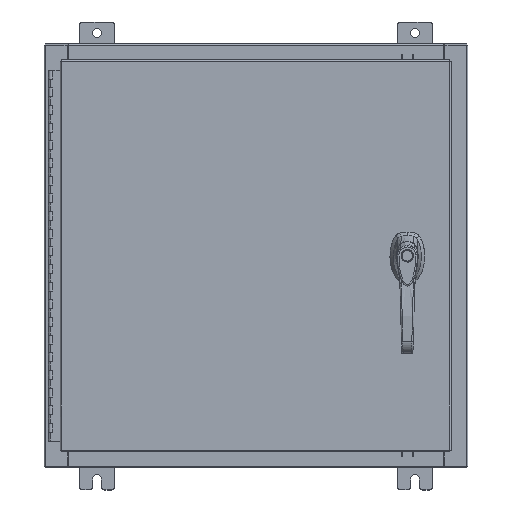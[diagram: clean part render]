
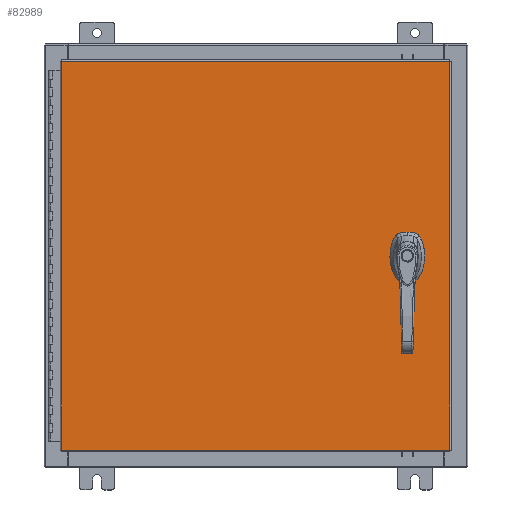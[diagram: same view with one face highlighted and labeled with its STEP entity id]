
A CAD part, top view. The second image highlights one B-rep face of the part: STEP entity #82989.
In plain terms, the highlighted planar face has unit normal (0, 0, 1).
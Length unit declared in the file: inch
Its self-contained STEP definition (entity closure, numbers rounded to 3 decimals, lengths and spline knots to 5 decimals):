
#17 = VERTEX_POINT ( 'NONE', #100373 ) ;
#72 = CARTESIAN_POINT ( 'NONE',  ( 8.77823, -0.403, 0. ) ) ;
#2747 = DIRECTION ( 'NONE',  ( 0., 0., 1. ) ) ;
#4511 = CARTESIAN_POINT ( 'NONE',  ( 8.578, 0., 0. ) ) ;
#4888 = EDGE_CURVE ( 'NONE', #60762, #72169, #53012, .T. ) ;
#4897 = CARTESIAN_POINT ( 'NONE',  ( 0., -0.403, 0. ) ) ;
#5076 = ORIENTED_EDGE ( 'NONE', *, *, #109431, .F. ) ;
#5107 = DIRECTION ( 'NONE',  ( 0., 0., -1. ) ) ;
#5218 = ORIENTED_EDGE ( 'NONE', *, *, #97827, .F. ) ;
#5571 = EDGE_CURVE ( 'NONE', #31665, #10914, #27391, .T. ) ;
#5620 = DIRECTION ( 'NONE',  ( 0., -1., 0. ) ) ;
#6612 = FACE_BOUND ( 'NONE', #67794, .T. ) ;
#7065 = ORIENTED_EDGE ( 'NONE', *, *, #71358, .F. ) ;
#7377 = EDGE_CURVE ( 'NONE', #10914, #60762, #96361, .T. ) ;
#9304 = AXIS2_PLACEMENT_3D ( 'NONE', #98998, #47049, #107700 ) ;
#10914 = VERTEX_POINT ( 'NONE', #53206 ) ;
#12145 = VECTOR ( 'NONE', #13840, 39.37008 ) ;
#12614 = VECTOR ( 'NONE', #14414, 39.37008 ) ;
#13230 = DIRECTION ( 'NONE',  ( 1., 0., 0. ) ) ;
#13595 = DIRECTION ( 'NONE',  ( 1., 0., 0. ) ) ;
#13840 = DIRECTION ( 'NONE',  ( -1., 0., 0. ) ) ;
#14223 = VECTOR ( 'NONE', #13595, 39.37008 ) ;
#14414 = DIRECTION ( 'NONE',  ( 1., 0., 0. ) ) ;
#15339 = LINE ( 'NONE', #92399, #12614 ) ;
#16343 = CARTESIAN_POINT ( 'NONE',  ( 8.77823, 0.403, 0. ) ) ;
#17821 = ORIENTED_EDGE ( 'NONE', *, *, #7377, .T. ) ;
#17848 = EDGE_CURVE ( 'NONE', #96478, #38070, #83064, .T. ) ;
#19936 = CARTESIAN_POINT ( 'NONE',  ( 8.981, -0.20023, 0. ) ) ;
#21201 = AXIS2_PLACEMENT_3D ( 'NONE', #90916, #38966, #99632 ) ;
#21349 = CIRCLE ( 'NONE', #94854, 0.45 ) ;
#23507 = VERTEX_POINT ( 'NONE', #16343 ) ;
#24815 = DIRECTION ( 'NONE',  ( -1., 0., 0. ) ) ;
#27391 = LINE ( 'NONE', #29232, #70776 ) ;
#28290 = CARTESIAN_POINT ( 'NONE',  ( 10.9903, -11.0063, 0. ) ) ;
#28610 = ORIENTED_EDGE ( 'NONE', *, *, #47316, .F. ) ;
#28695 = ORIENTED_EDGE ( 'NONE', *, *, #17848, .F. ) ;
#29226 = CARTESIAN_POINT ( 'NONE',  ( 8.37777, 0.403, 0. ) ) ;
#29228 = CIRCLE ( 'NONE', #80364, 0.45 ) ;
#29232 = CARTESIAN_POINT ( 'NONE',  ( 10.9903, -11.0063, 0. ) ) ;
#29886 = VECTOR ( 'NONE', #24815, 39.37008 ) ;
#29978 = VECTOR ( 'NONE', #5620, 39.37008 ) ;
#30014 = CARTESIAN_POINT ( 'NONE',  ( 8.7495, -1.338, 0. ) ) ;
#30799 = PLANE ( 'NONE',  #42019 ) ;
#31665 = VERTEX_POINT ( 'NONE', #28290 ) ;
#32412 = VERTEX_POINT ( 'NONE', #30014 ) ;
#34981 = FACE_OUTER_BOUND ( 'NONE', #104175, .T. ) ;
#35000 = CIRCLE ( 'NONE', #21201, 0.1715 ) ;
#35624 = CARTESIAN_POINT ( 'NONE',  ( 8.175, 0.20023, 0. ) ) ;
#35879 = EDGE_CURVE ( 'NONE', #23507, #36831, #104298, .T. ) ;
#36091 = ORIENTED_EDGE ( 'NONE', *, *, #43962, .T. ) ;
#36403 = CIRCLE ( 'NONE', #9304, 0.45 ) ;
#36831 = VERTEX_POINT ( 'NONE', #29226 ) ;
#38070 = VERTEX_POINT ( 'NONE', #46725 ) ;
#38939 = CARTESIAN_POINT ( 'NONE',  ( 8.981, 0., 0. ) ) ;
#38966 = DIRECTION ( 'NONE',  ( 0., 0., 1. ) ) ;
#39149 = DIRECTION ( 'NONE',  ( 0., -1., 0. ) ) ;
#39990 = CARTESIAN_POINT ( 'NONE',  ( -10.9903, 11.0063, 0. ) ) ;
#41294 = VERTEX_POINT ( 'NONE', #108617 ) ;
#41713 = CIRCLE ( 'NONE', #47875, 0.1715 ) ;
#42019 = AXIS2_PLACEMENT_3D ( 'NONE', #91439, #5107, #65671 ) ;
#42532 = ORIENTED_EDGE ( 'NONE', *, *, #111764, .F. ) ;
#42597 = EDGE_LOOP ( 'NONE', ( #5218, #7065 ) ) ;
#42760 = CARTESIAN_POINT ( 'NONE',  ( 8.578, 0., 0. ) ) ;
#43744 = VERTEX_POINT ( 'NONE', #72 ) ;
#43962 = EDGE_CURVE ( 'NONE', #17, #78891, #101498, .T. ) ;
#46725 = CARTESIAN_POINT ( 'NONE',  ( 8.175, -0.20023, 0. ) ) ;
#47049 = DIRECTION ( 'NONE',  ( 0., 0., 1. ) ) ;
#47316 = EDGE_CURVE ( 'NONE', #43744, #78891, #21349, .T. ) ;
#47875 = AXIS2_PLACEMENT_3D ( 'NONE', #54604, #2747, #63321 ) ;
#47878 = CARTESIAN_POINT ( 'NONE',  ( 8.175, 0., 0. ) ) ;
#48553 = ORIENTED_EDGE ( 'NONE', *, *, #103083, .F. ) ;
#49070 = EDGE_CURVE ( 'NONE', #17, #23507, #29228, .T. ) ;
#50112 = DIRECTION ( 'NONE',  ( 0., 0., 1. ) ) ;
#51492 = DIRECTION ( 'NONE',  ( 1., 0., 0. ) ) ;
#53012 = LINE ( 'NONE', #39990, #29978 ) ;
#53206 = CARTESIAN_POINT ( 'NONE',  ( 10.9903, 11.0063, 0. ) ) ;
#53660 = VECTOR ( 'NONE', #39149, 39.37008 ) ;
#54604 = CARTESIAN_POINT ( 'NONE',  ( 8.578, -1.338, 0. ) ) ;
#57355 = CARTESIAN_POINT ( 'NONE',  ( 0., 0.403, 0. ) ) ;
#57582 = CARTESIAN_POINT ( 'NONE',  ( 8.37777, -0.403, 0. ) ) ;
#60762 = VERTEX_POINT ( 'NONE', #96255 ) ;
#62318 = AXIS2_PLACEMENT_3D ( 'NONE', #4511, #65092, #13230 ) ;
#63321 = DIRECTION ( 'NONE',  ( 1., 0., 0. ) ) ;
#64526 = CARTESIAN_POINT ( 'NONE',  ( -10.9903, -11.0063, 0. ) ) ;
#65092 = DIRECTION ( 'NONE',  ( 0., 0., 1. ) ) ;
#65671 = DIRECTION ( 'NONE',  ( -1., 0., 0. ) ) ;
#67794 = EDGE_LOOP ( 'NONE', ( #36091, #28610, #48553, #5076, #28695, #42532, #106213, #89051 ) ) ;
#70776 = VECTOR ( 'NONE', #81106, 39.37008 ) ;
#71358 = EDGE_CURVE ( 'NONE', #41294, #32412, #35000, .T. ) ;
#72169 = VERTEX_POINT ( 'NONE', #64526 ) ;
#72818 = ORIENTED_EDGE ( 'NONE', *, *, #5571, .T. ) ;
#75654 = FACE_BOUND ( 'NONE', #42597, .T. ) ;
#76673 = CARTESIAN_POINT ( 'NONE',  ( 10.9903, 11.0063, 0. ) ) ;
#78476 = VECTOR ( 'NONE', #90889, 39.37008 ) ;
#78891 = VERTEX_POINT ( 'NONE', #19936 ) ;
#80364 = AXIS2_PLACEMENT_3D ( 'NONE', #102048, #50112, #110787 ) ;
#80907 = CIRCLE ( 'NONE', #62318, 0.45 ) ;
#81106 = DIRECTION ( 'NONE',  ( 0., 1., 0. ) ) ;
#81533 = ORIENTED_EDGE ( 'NONE', *, *, #105406, .T. ) ;
#82989 = ADVANCED_FACE ( 'NONE', ( #75654, #34981, #6612 ), #30799, .F. ) ;
#83064 = LINE ( 'NONE', #47878, #53660 ) ;
#89051 = ORIENTED_EDGE ( 'NONE', *, *, #49070, .F. ) ;
#90889 = DIRECTION ( 'NONE',  ( 0., -1., 0. ) ) ;
#90916 = CARTESIAN_POINT ( 'NONE',  ( 8.578, -1.338, 0. ) ) ;
#91439 = CARTESIAN_POINT ( 'NONE',  ( 0., 0., 0. ) ) ;
#92399 = CARTESIAN_POINT ( 'NONE',  ( -10.9903, -11.0063, 0. ) ) ;
#94854 = AXIS2_PLACEMENT_3D ( 'NONE', #42760, #103438, #51492 ) ;
#96255 = CARTESIAN_POINT ( 'NONE',  ( -10.9903, 11.0063, 0. ) ) ;
#96361 = LINE ( 'NONE', #76673, #29886 ) ;
#96478 = VERTEX_POINT ( 'NONE', #35624 ) ;
#96997 = VERTEX_POINT ( 'NONE', #57582 ) ;
#97827 = EDGE_CURVE ( 'NONE', #32412, #41294, #41713, .T. ) ;
#98998 = CARTESIAN_POINT ( 'NONE',  ( 8.578, 0., 0. ) ) ;
#99632 = DIRECTION ( 'NONE',  ( 1., 0., 0. ) ) ;
#100373 = CARTESIAN_POINT ( 'NONE',  ( 8.981, 0.20023, 0. ) ) ;
#101498 = LINE ( 'NONE', #38939, #78476 ) ;
#102048 = CARTESIAN_POINT ( 'NONE',  ( 8.578, 0., 0. ) ) ;
#103083 = EDGE_CURVE ( 'NONE', #96997, #43744, #106356, .T. ) ;
#103438 = DIRECTION ( 'NONE',  ( 0., 0., 1. ) ) ;
#104175 = EDGE_LOOP ( 'NONE', ( #81533, #72818, #17821, #107211 ) ) ;
#104298 = LINE ( 'NONE', #57355, #12145 ) ;
#105406 = EDGE_CURVE ( 'NONE', #72169, #31665, #15339, .T. ) ;
#106213 = ORIENTED_EDGE ( 'NONE', *, *, #35879, .F. ) ;
#106356 = LINE ( 'NONE', #4897, #14223 ) ;
#107211 = ORIENTED_EDGE ( 'NONE', *, *, #4888, .T. ) ;
#107700 = DIRECTION ( 'NONE',  ( 1., 0., 0. ) ) ;
#108617 = CARTESIAN_POINT ( 'NONE',  ( 8.4065, -1.338, 0. ) ) ;
#109431 = EDGE_CURVE ( 'NONE', #38070, #96997, #36403, .T. ) ;
#110787 = DIRECTION ( 'NONE',  ( 1., 0., 0. ) ) ;
#111764 = EDGE_CURVE ( 'NONE', #36831, #96478, #80907, .T. ) ;
